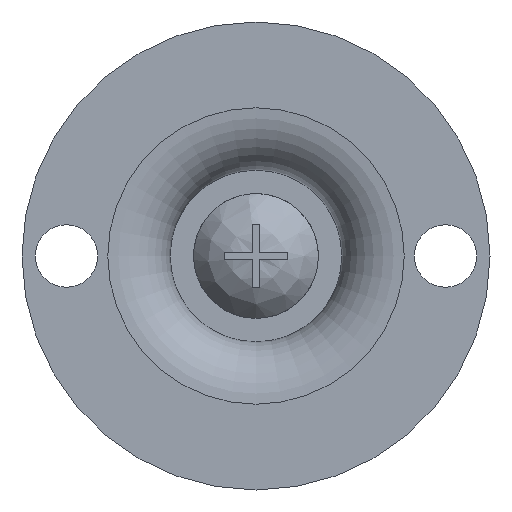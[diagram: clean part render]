
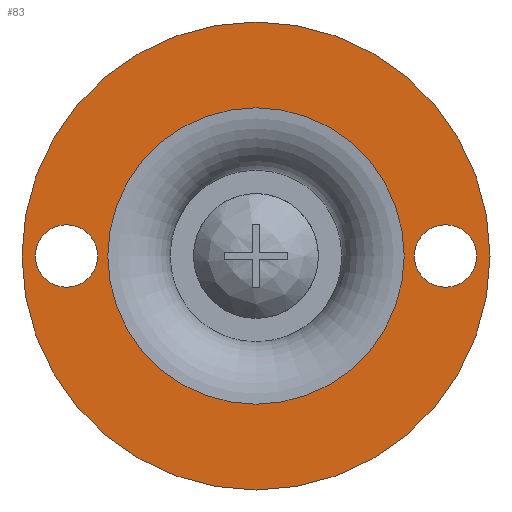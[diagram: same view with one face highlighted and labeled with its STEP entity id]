
A CAD part, front view. The second image highlights one B-rep face of the part: STEP entity #83.
In plain terms, the highlighted planar face has unit normal (0, -1, 0).
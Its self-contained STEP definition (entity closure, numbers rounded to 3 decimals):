
#83 = ADVANCED_FACE( '', ( #202, #203, #204, #205 ), #206, .F. );
#202 = FACE_BOUND( '', #369, .T. );
#203 = FACE_BOUND( '', #370, .T. );
#204 = FACE_OUTER_BOUND( '', #371, .T. );
#205 = FACE_BOUND( '', #372, .T. );
#206 = PLANE( '', #373 );
#369 = EDGE_LOOP( '', ( #586 ) );
#370 = EDGE_LOOP( '', ( #587 ) );
#371 = EDGE_LOOP( '', ( #588 ) );
#372 = EDGE_LOOP( '', ( #589 ) );
#373 = AXIS2_PLACEMENT_3D( '', #590, #591, #592 );
#586 = ORIENTED_EDGE( '', *, *, #941, .F. );
#587 = ORIENTED_EDGE( '', *, *, #942, .F. );
#588 = ORIENTED_EDGE( '', *, *, #931, .T. );
#589 = ORIENTED_EDGE( '', *, *, #943, .T. );
#590 = CARTESIAN_POINT( '', ( 15., 0., 0. ) );
#591 = DIRECTION( '', ( 0., 1., 0. ) );
#592 = DIRECTION( '', ( 0., 0., 1. ) );
#931 = EDGE_CURVE( '', #1083, #1083, #1084, .T. );
#941 = EDGE_CURVE( '', #1100, #1100, #1101, .T. );
#942 = EDGE_CURVE( '', #1102, #1102, #1103, .F. );
#943 = EDGE_CURVE( '', #1104, #1104, #1105, .T. );
#1083 = VERTEX_POINT( '', #1314 );
#1084 = CIRCLE( '', #1315, 15. );
#1100 = VERTEX_POINT( '', #1337 );
#1101 = CIRCLE( '', #1338, 9.5 );
#1102 = VERTEX_POINT( '', #1339 );
#1103 = CIRCLE( '', #1340, 2. );
#1104 = VERTEX_POINT( '', #1341 );
#1105 = CIRCLE( '', #1342, 2. );
#1314 = CARTESIAN_POINT( '', ( 0., 0., -15. ) );
#1315 = AXIS2_PLACEMENT_3D( '', #1670, #1671, #1672 );
#1337 = CARTESIAN_POINT( '', ( 0., 0., -9.5 ) );
#1338 = AXIS2_PLACEMENT_3D( '', #1685, #1686, #1687 );
#1339 = CARTESIAN_POINT( '', ( 12.15, 0., 2. ) );
#1340 = AXIS2_PLACEMENT_3D( '', #1688, #1689, #1690 );
#1341 = CARTESIAN_POINT( '', ( -10.15, 0., 0. ) );
#1342 = AXIS2_PLACEMENT_3D( '', #1691, #1692, #1693 );
#1670 = CARTESIAN_POINT( '', ( 0., 0., 0. ) );
#1671 = DIRECTION( '', ( 0., -1., 0. ) );
#1672 = DIRECTION( '', ( 0., 0., -1. ) );
#1685 = CARTESIAN_POINT( '', ( 0., 0., 0. ) );
#1686 = DIRECTION( '', ( 0., -1., 0. ) );
#1687 = DIRECTION( '', ( 0., 0., -1. ) );
#1688 = CARTESIAN_POINT( '', ( 12.15, 0., 0. ) );
#1689 = DIRECTION( '', ( 0., 1., 0. ) );
#1690 = DIRECTION( '', ( 0., 0., 1. ) );
#1691 = CARTESIAN_POINT( '', ( -12.15, 0., 0. ) );
#1692 = DIRECTION( '', ( 0., 1., 0. ) );
#1693 = DIRECTION( '', ( 1., 0., 0. ) );
